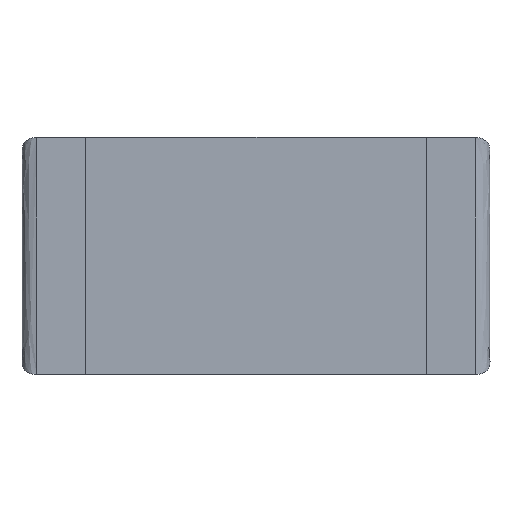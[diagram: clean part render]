
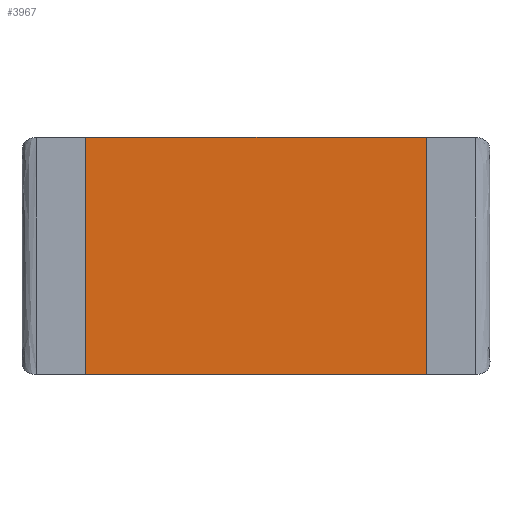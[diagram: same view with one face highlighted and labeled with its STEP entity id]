
A CAD part, top view. The second image highlights one B-rep face of the part: STEP entity #3967.
In plain terms, the highlighted free-form (B-spline) face has degree [1, 1] with [2, 2] control points.
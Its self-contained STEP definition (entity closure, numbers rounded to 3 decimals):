
#3932=CARTESIAN_POINT('',(-1.265,-0.915,1.8));
#3933=CARTESIAN_POINT('',(-1.265,1.615,1.8));
#3934=CARTESIAN_POINT('',(1.265,-0.915,1.8));
#3935=CARTESIAN_POINT('',(1.265,1.615,1.8));
#3936=B_SPLINE_SURFACE_WITH_KNOTS('',1,1,((#3932,#3933),(#3934,#3935)),.PLANE_SURF.,.F.,.F.,.U.,(2,2),(2,2),(0.,1.),(0.,1.),.UNSPECIFIED.);
#3937=CARTESIAN_POINT('',(-1.15,-0.8,1.8));
#3938=VERTEX_POINT('',#3937);
#3939=CARTESIAN_POINT('',(1.15,-0.8,1.8));
#3940=VERTEX_POINT('',#3939);
#3941=CARTESIAN_POINT('',(-1.15,-0.8,1.8));
#3942=CARTESIAN_POINT('',(1.15,-0.8,1.8));
#3943=B_SPLINE_CURVE_WITH_KNOTS('',1,(#3941,#3942),.POLYLINE_FORM.,.F.,.U.,(2,2),(0.,1.),.UNSPECIFIED.);
#3944=EDGE_CURVE('',#3938,#3940,#3943,.T.);
#3945=ORIENTED_EDGE('',*,*,#3944,.T.);
#3946=CARTESIAN_POINT('',(1.15,0.8,1.8));
#3947=VERTEX_POINT('',#3946);
#3948=CARTESIAN_POINT('',(1.15,-0.8,1.8));
#3949=CARTESIAN_POINT('',(1.15,0.8,1.8));
#3950=B_SPLINE_CURVE_WITH_KNOTS('',1,(#3948,#3949),.POLYLINE_FORM.,.F.,.U.,(2,2),(0.,1.),.UNSPECIFIED.);
#3951=EDGE_CURVE('',#3940,#3947,#3950,.T.);
#3952=ORIENTED_EDGE('',*,*,#3951,.T.);
#3953=CARTESIAN_POINT('',(-1.15,0.8,1.8));
#3954=VERTEX_POINT('',#3953);
#3955=CARTESIAN_POINT('',(1.15,0.8,1.8));
#3956=CARTESIAN_POINT('',(-1.15,0.8,1.8));
#3957=B_SPLINE_CURVE_WITH_KNOTS('',1,(#3955,#3956),.POLYLINE_FORM.,.F.,.U.,(2,2),(0.,1.),.UNSPECIFIED.);
#3958=EDGE_CURVE('',#3947,#3954,#3957,.T.);
#3959=ORIENTED_EDGE('',*,*,#3958,.T.);
#3960=CARTESIAN_POINT('',(-1.15,0.8,1.8));
#3961=CARTESIAN_POINT('',(-1.15,-0.8,1.8));
#3962=B_SPLINE_CURVE_WITH_KNOTS('',1,(#3960,#3961),.POLYLINE_FORM.,.F.,.U.,(2,2),(0.,1.),.UNSPECIFIED.);
#3963=EDGE_CURVE('',#3954,#3938,#3962,.T.);
#3964=ORIENTED_EDGE('',*,*,#3963,.T.);
#3965=EDGE_LOOP('',(#3945,#3952,#3959,#3964));
#3966=FACE_OUTER_BOUND('',#3965,.T.);
#3967=ADVANCED_FACE('',(#3966),#3936,.T.);
